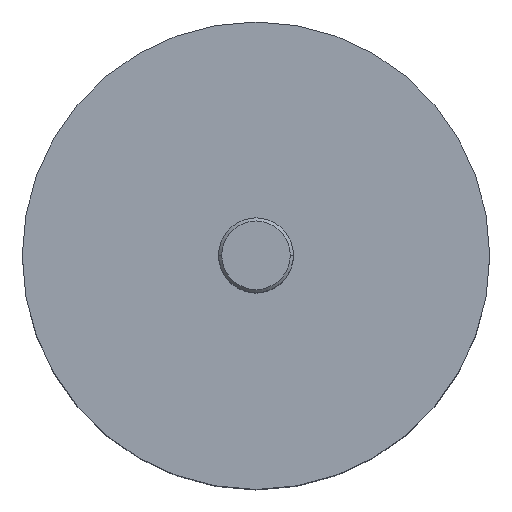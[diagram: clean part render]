
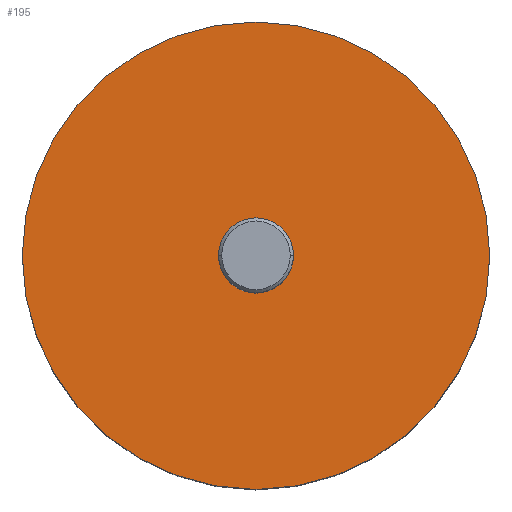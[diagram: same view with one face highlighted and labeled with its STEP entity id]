
A CAD part, top view. The second image highlights one B-rep face of the part: STEP entity #195.
In plain terms, the highlighted planar face has unit normal (0, 0, 1).
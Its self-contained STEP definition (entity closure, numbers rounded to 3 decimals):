
#9 = DIRECTION ( 'NONE',  ( 1., 0., 0. ) ) ;
#10 = AXIS2_PLACEMENT_3D ( 'NONE', #185, #287, #74 ) ;
#11 = DIRECTION ( 'NONE',  ( 1., 0., 0. ) ) ;
#49 = CARTESIAN_POINT ( 'NONE',  ( -6., 0., 50. ) ) ;
#54 = DIRECTION ( 'NONE',  ( 0., 0., 1. ) ) ;
#60 = EDGE_LOOP ( 'NONE', ( #61, #126 ) ) ;
#61 = ORIENTED_EDGE ( 'NONE', *, *, #117, .T. ) ;
#68 = VERTEX_POINT ( 'NONE', #305 ) ;
#74 = DIRECTION ( 'NONE',  ( 1., 0., 0. ) ) ;
#99 = VERTEX_POINT ( 'NONE', #151 ) ;
#117 = EDGE_CURVE ( 'NONE', #99, #68, #329, .T. ) ;
#126 = ORIENTED_EDGE ( 'NONE', *, *, #127, .T. ) ;
#127 = EDGE_CURVE ( 'NONE', #68, #99, #307, .T. ) ;
#130 = CARTESIAN_POINT ( 'NONE',  ( 0., 0., 50. ) ) ;
#134 = CARTESIAN_POINT ( 'NONE',  ( 0., 0., 50. ) ) ;
#135 = EDGE_CURVE ( 'NONE', #221, #312, #279, .T. ) ;
#151 = CARTESIAN_POINT ( 'NONE',  ( -37.5, 0., 50. ) ) ;
#152 = AXIS2_PLACEMENT_3D ( 'NONE', #187, #309, #9 ) ;
#154 = ORIENTED_EDGE ( 'NONE', *, *, #247, .F. ) ;
#165 = FACE_OUTER_BOUND ( 'NONE', #60, .T. ) ;
#166 = AXIS2_PLACEMENT_3D ( 'NONE', #219, #367, #280 ) ;
#174 = AXIS2_PLACEMENT_3D ( 'NONE', #134, #54, #343 ) ;
#185 = CARTESIAN_POINT ( 'NONE',  ( 0., 0., 50. ) ) ;
#187 = CARTESIAN_POINT ( 'NONE',  ( 0., 0., 50. ) ) ;
#195 = ADVANCED_FACE ( 'NONE', ( #320, #165 ), #361, .T. ) ;
#219 = CARTESIAN_POINT ( 'NONE',  ( 0., 0., 50. ) ) ;
#221 = VERTEX_POINT ( 'NONE', #339 ) ;
#247 = EDGE_CURVE ( 'NONE', #312, #221, #267, .T. ) ;
#267 = CIRCLE ( 'NONE', #174, 6. ) ;
#279 = CIRCLE ( 'NONE', #152, 6. ) ;
#280 = DIRECTION ( 'NONE',  ( 1., 0., 0. ) ) ;
#285 = AXIS2_PLACEMENT_3D ( 'NONE', #130, #342, #11 ) ;
#287 = DIRECTION ( 'NONE',  ( 0., 0., 1. ) ) ;
#305 = CARTESIAN_POINT ( 'NONE',  ( 37.5, 0., 50. ) ) ;
#307 = CIRCLE ( 'NONE', #285, 37.5 ) ;
#309 = DIRECTION ( 'NONE',  ( 0., 0., 1. ) ) ;
#312 = VERTEX_POINT ( 'NONE', #49 ) ;
#320 = FACE_BOUND ( 'NONE', #379, .T. ) ;
#329 = CIRCLE ( 'NONE', #166, 37.5 ) ;
#336 = ORIENTED_EDGE ( 'NONE', *, *, #135, .F. ) ;
#339 = CARTESIAN_POINT ( 'NONE',  ( 6., 0., 50. ) ) ;
#342 = DIRECTION ( 'NONE',  ( 0., 0., 1. ) ) ;
#343 = DIRECTION ( 'NONE',  ( 1., 0., 0. ) ) ;
#361 = PLANE ( 'NONE',  #10 ) ;
#367 = DIRECTION ( 'NONE',  ( 0., 0., 1. ) ) ;
#379 = EDGE_LOOP ( 'NONE', ( #154, #336 ) ) ;
